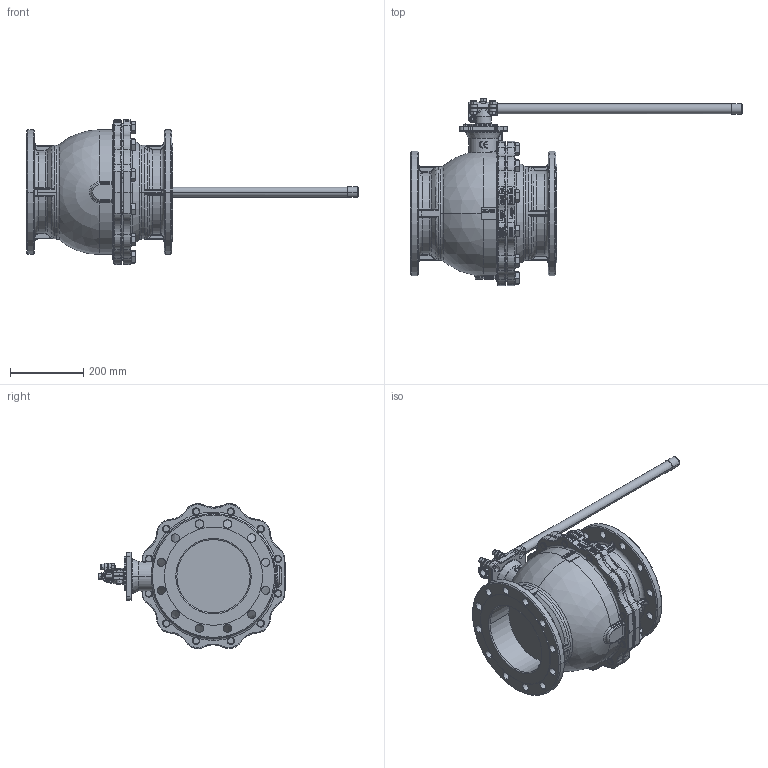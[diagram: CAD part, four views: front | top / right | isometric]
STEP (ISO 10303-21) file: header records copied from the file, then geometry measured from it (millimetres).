
FILE_DESCRIPTION (( 'STEP AP214' ), '1' );
FILE_NAME ('FK05_DN200.STEP', '2022-08-17T12:37:48', ( '' ), ( '' ), 'SwSTEP 2.0', 'SolidWorks 2021', '' );
FILE_SCHEMA (( 'AUTOMOTIVE_DESIGN' ));
Length unit declared in the file: metre
Products named in the file (3): ENG-069071; ENG-069071_2; FK05_DN200
Assembly tree (2 placements, depth 2):
  FK05_DN200
    ENG-069071_2
    ENG-069071
Bounding box: 906 x 511.79 x 395.88 mm (x, y, z)
Volume: 25492626.7 mm3; surface area: 1144897.4 mm2
Topology: 2 solids, 2 shells, 2151 faces, 5578 edges, 3456 vertices
Faces by surface type: cylinder 706, plane 567, bspline 373, cone 249, torus 241, sphere 15
Entity records: 123133 total; most frequent: CARTESIAN_POINT 73826, ORIENTED_EDGE 11042, DIRECTION 9282, EDGE_CURVE 5521, AXIS2_PLACEMENT_3D 3619, VERTEX_POINT 3456, EDGE_LOOP 2349, FACE_OUTER_BOUND 2151
